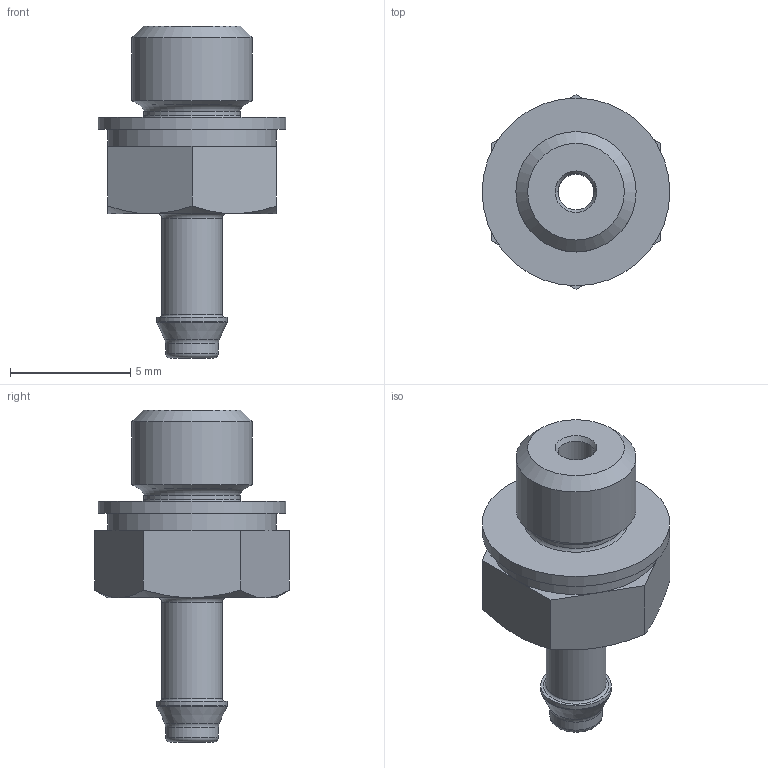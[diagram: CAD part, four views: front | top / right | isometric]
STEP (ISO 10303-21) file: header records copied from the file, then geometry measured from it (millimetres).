
FILE_DESCRIPTION(/* description */ ('STEP AP214'),/* implementation_level */ '2;1');
FILE_NAME(/* name */ '19521_CN-M5-PK-2',/* time_stamp */ '2024-08-06T15:20:03+02:00',/* author */ ('License CC BY-ND 4.0'),/* organization */ ('CADENAS'),/* preprocessor_version */ 'ST-DEVELOPER v19.3',/* originating_system */ 'PARTsolutions',/* authorisation */ ' ');
FILE_SCHEMA (('AUTOMOTIVE_DESIGN {1 0 10303 214 3 1 1}'));
Length unit declared in the file: millimetre
Products named in the file (1): 19521 CN-M5-PK-2
Bounding box: 7.8 x 8.08 x 13.8 mm (x, y, z)
Volume: 243.1 mm3; surface area: 371.5 mm2
Topology: 1 solids, 1 shells, 45 faces, 89 edges, 50 vertices
Faces by surface type: plane 18, cone 11, cylinder 9, torus 7
Full cylindrical faces by diameter (mm): 1.5 x1, 2.2 x1, 2.5 x1, 2.95 x1, 4 x1, 4.3 x1, 5 x1, 7 x1, 7.8 x1
Entity records: 1078 total; most frequent: CARTESIAN_POINT 200, DIRECTION 186, ORIENTED_EDGE 136, AXIS2_PLACEMENT_3D 84, EDGE_LOOP 72, FACE_BOUND 72, EDGE_CURVE 68, VERTEX_POINT 50
